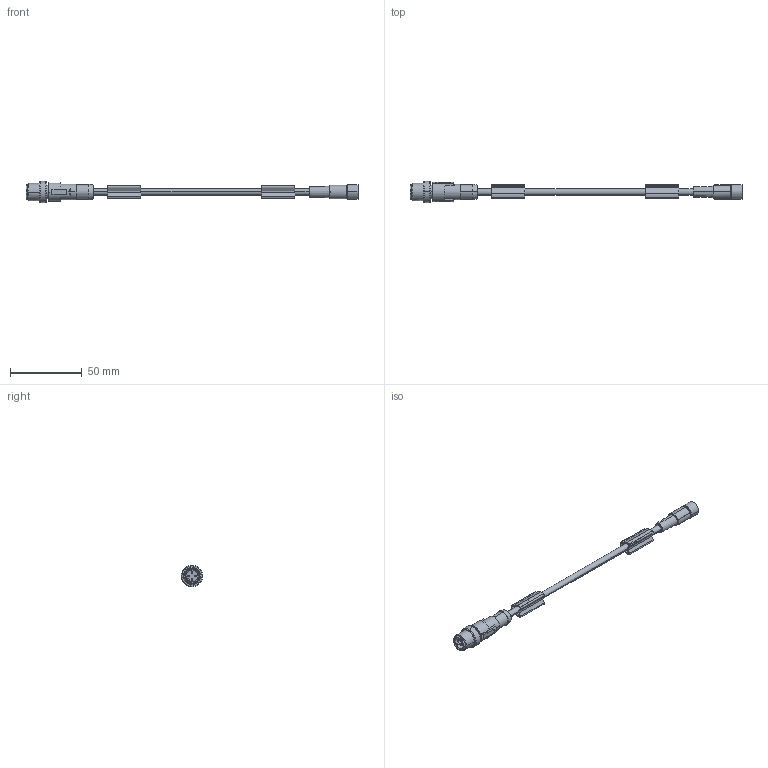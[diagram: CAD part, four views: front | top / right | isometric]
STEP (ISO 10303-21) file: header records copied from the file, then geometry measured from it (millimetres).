
FILE_DESCRIPTION(('SolidDesigner STEP Export'),'2;1');
FILE_NAME('1694936.stp','2011-03-15T12:03:22',(''),(''),'CoCreate Modeling STEP processor for AP214 (Solid Model)','CoCreate Modeling 16.00A 16-Aug-2008 (C) Parametric Technology GmbH','');
FILE_SCHEMA(('AUTOMOTIVE_DESIGN { 1 0 10303 214 1 1 1 1 }'));
Length unit declared in the file: millimetre
Products named in the file (2): 1694936
Assembly tree (1 placements, depth 2):
  1694936
    1694936
Bounding box: 230.8 x 14.8 x 14.8 mm (x, y, z)
Volume: 9886.6 mm3; surface area: 8967.7 mm2
Topology: 1 solids, 1 shells, 302 faces, 817 edges, 545 vertices
Faces by surface type: cylinder 142, plane 106, extrusion 37, cone 17
Entity records: 15012 total; most frequent: CARTESIAN_POINT 5576, ORIENTED_EDGE 1634, DIRECTION 1245, EDGE_CURVE 817, VERTEX_POINT 545, VECTOR 421, AXIS2_PLACEMENT_3D 412, LINE 385
